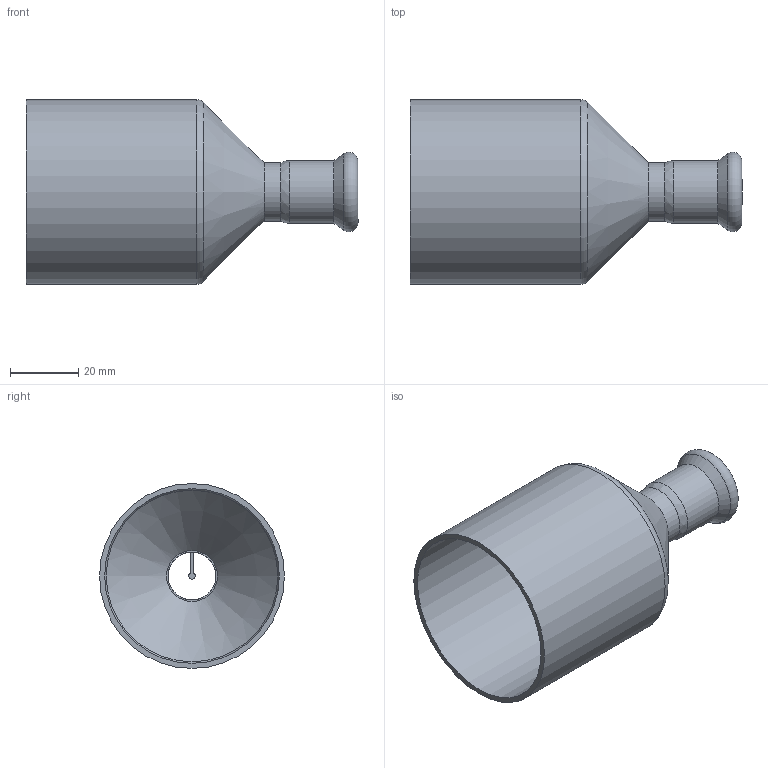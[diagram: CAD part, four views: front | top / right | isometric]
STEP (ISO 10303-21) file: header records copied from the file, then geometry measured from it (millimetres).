
FILE_DESCRIPTION(/* description */ (''),/* implementation_level */ '2;1');
FILE_NAME(/* name */ '32319.stp',/* time_stamp */ '2014-04-03T18:21:29+02:00',/* author */ ('bruh'),/* organization */ (''),/* preprocessor_version */ 'ST-DEVELOPER v15.2',/* originating_system */ 'Autodesk Inventor 2014',/* authorisation */ '');
FILE_SCHEMA (('AUTOMOTIVE_DESIGN { 1 0 10303 214 3 1 1 }'));
Length unit declared in the file: millimetre
Products named in the file (3): 432319; 900055; 32319
Bounding box: 97 x 54 x 54 mm (x, y, z)
Volume: 19219.9 mm3; surface area: 26052.8 mm2
Topology: 2 solids, 2 shells, 31 faces, 62 edges, 38 vertices
Faces by surface type: plane 10, cylinder 9, cone 6, torus 5, bspline 1
Full cylindrical faces by diameter (mm): 14 x2, 15.2 x1, 15.8 x1, 17 x1, 18.3 x1, 51 x1, 54 x1
Entity records: 792 total; most frequent: DIRECTION 142, CARTESIAN_POINT 141, ORIENTED_EDGE 82, AXIS2_PLACEMENT_3D 67, EDGE_LOOP 57, EDGE_CURVE 41, VERTEX_POINT 36, CIRCLE 32
